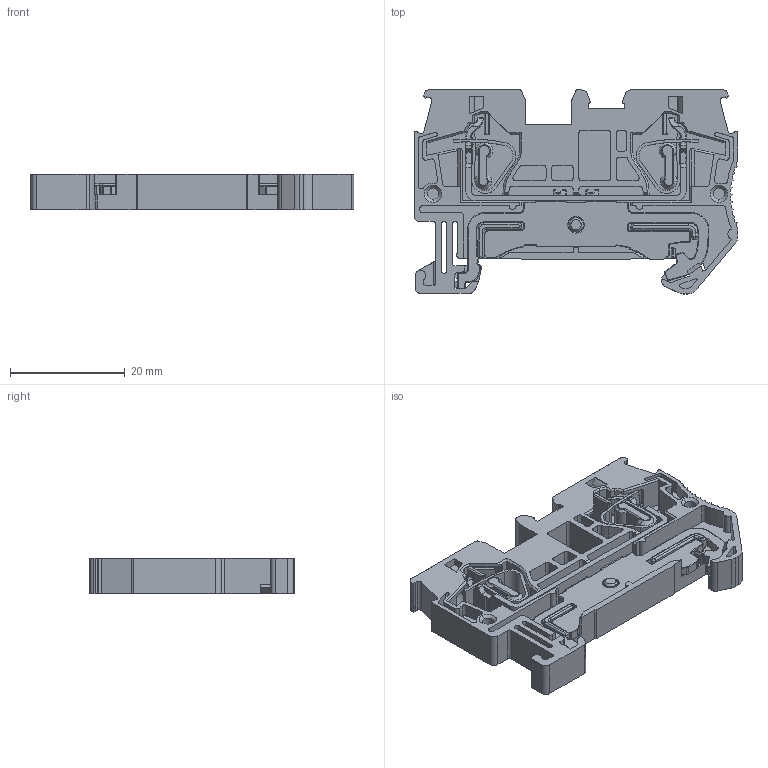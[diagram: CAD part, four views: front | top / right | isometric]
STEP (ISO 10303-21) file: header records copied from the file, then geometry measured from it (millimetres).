
FILE_DESCRIPTION (( 'STEP AP214' ), '1' );
FILE_NAME ('FJ6-4-D.STEP', '2024-08-23T11:17:26', ( 'Windows User' ), ( 'P R C' ), 'SwSTEP 2.0', 'SolidWorks 2018', '' );
FILE_SCHEMA (( 'AUTOMOTIVE_DESIGN' ));
Length unit declared in the file: millimetre
Products named in the file (1): FJ6-4-D
Bounding box: 56.37 x 35.51 x 6.12 mm (x, y, z)
Volume: 5013.1 mm3; surface area: 10331.6 mm2
Topology: 4 solids, 4 shells, 1291 faces, 3481 edges, 2200 vertices
Faces by surface type: plane 575, cylinder 526, bspline 167, cone 23
Entity records: 42868 total; most frequent: CARTESIAN_POINT 11060, ORIENTED_EDGE 6928, DIRECTION 6450, EDGE_CURVE 3464, VERTEX_POINT 2200, AXIS2_PLACEMENT_3D 2174, VECTOR 2102, LINE 2102
